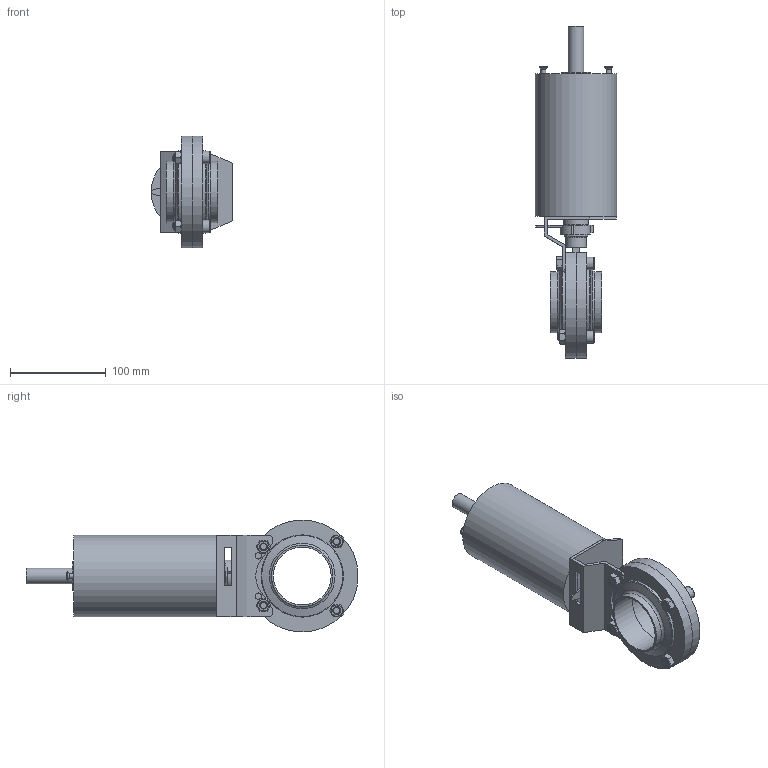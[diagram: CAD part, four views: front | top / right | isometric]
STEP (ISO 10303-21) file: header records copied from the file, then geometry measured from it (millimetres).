
FILE_DESCRIPTION( ( 'STEP AP203' ), ' ' );
FILE_NAME( '9612628554.stp', '2017-01-13T09:28:36', ( '' ), ( '' ), ' ', 'PARTsolutions', ' ' );
FILE_SCHEMA( ( 'CONFIG_CONTROL_DESIGN' ) );
Length unit declared in the file: millimetre
Products named in the file (8): 9612628554; _LKB Butterfly (1,H25,085,1)_r; _Mounting Bracket LKLA 085 H25; _LKLA-T Without coupling 085; _Coupling LKLA 085 Doc clutch H25; _Activation ring H25; _LKB/LKB-2 valve body pin H25; _LKB Butterfly (1,H25,085,0)_l
Assembly tree (7 placements, depth 2):
  9612628554
    _LKB Butterfly (1,H25,085,1)_r
    _Mounting Bracket LKLA 085 H25
    _LKLA-T Without coupling 085
    _Coupling LKLA 085 Doc clutch H25
    _Activation ring H25
    _LKB/LKB-2 valve body pin H25
    _LKB Butterfly (1,H25,085,0)_l
Bounding box: 85 x 346.98 x 116.77 mm (x, y, z)
Volume: 1117515.7 mm3; surface area: 145599.9 mm2
Topology: 7 solids, 7 shells, 223 faces, 516 edges, 339 vertices
Faces by surface type: plane 129, cylinder 58, cone 23, torus 13
Full cylindrical faces by diameter (mm): 5 x2, 6.5 x2, 6.647 x2, 8 x6, 8.5 x2, 9 x8, 13 x4, 14 x1, 16 x1, 22 x1, 25 x2, 26 x1, 29.8 x1, 34 x1, 60.5 x2, 64.1 x2, 85 x1, 86 x2
Entity records: 6435 total; most frequent: CARTESIAN_POINT 1459, DIRECTION 982, ORIENTED_EDGE 830, EDGE_CURVE 415, AXIS2_PLACEMENT_3D 384, EDGE_LOOP 358, VERTEX_POINT 317, FACE_OUTER_BOUND 277
